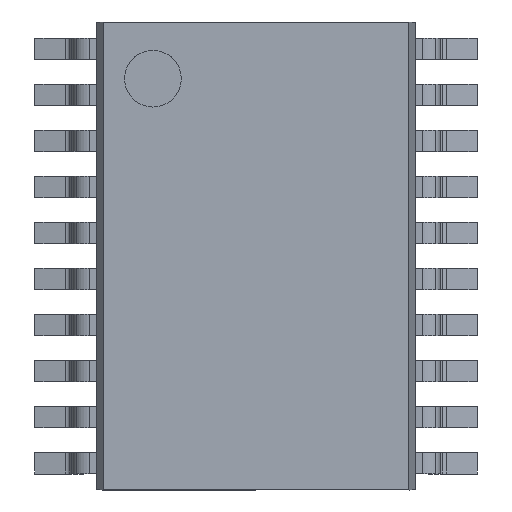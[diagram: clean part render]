
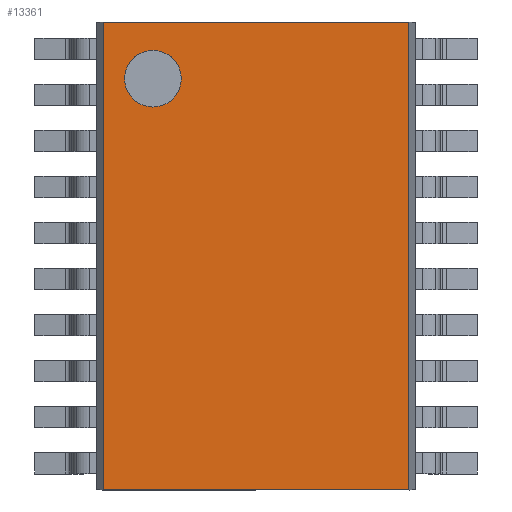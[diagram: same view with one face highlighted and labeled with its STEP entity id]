
A CAD part, top view. The second image highlights one B-rep face of the part: STEP entity #13361.
In plain terms, the highlighted planar face has unit normal (0, 0, 1).
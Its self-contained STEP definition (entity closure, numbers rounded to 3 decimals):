
#13021=CARTESIAN_POINT('',(-1.054,2.5,1.195));
#13022=VERTEX_POINT('',#13021);
#13038=CARTESIAN_POINT('',(-1.854,2.5,1.195));
#13039=VERTEX_POINT('',#13038);
#13046=CARTESIAN_POINT('',(-1.454,2.5,1.195));
#13047=DIRECTION('',(0.0,0.0,-1.0));
#13048=DIRECTION('',(1.0,0.0,0.0));
#13049=AXIS2_PLACEMENT_3D('',#13046,#13047,#13048);
#13050=CIRCLE('',#13049,0.4);
#13051=EDGE_CURVE('',#13022,#13039,#13050,.T.);
#13062=CARTESIAN_POINT('',(-1.454,2.5,1.195));
#13063=DIRECTION('',(0.0,0.0,-1.0));
#13064=DIRECTION('',(1.0,0.0,0.0));
#13065=AXIS2_PLACEMENT_3D('',#13062,#13063,#13064);
#13066=CIRCLE('',#13065,0.4);
#13067=EDGE_CURVE('',#13039,#13022,#13066,.T.);
#13153=CARTESIAN_POINT('',(2.154,-3.3,1.195));
#13154=VERTEX_POINT('',#13153);
#13161=CARTESIAN_POINT('',(-2.154,-3.3,1.195));
#13162=VERTEX_POINT('',#13161);
#13163=CARTESIAN_POINT('',(2.154,-3.3,1.195));
#13164=DIRECTION('',(-1.0,0.0,0.0));
#13165=VECTOR('',#13164,4.308);
#13166=LINE('',#13163,#13165);
#13167=EDGE_CURVE('',#13154,#13162,#13166,.T.);
#13253=CARTESIAN_POINT('',(-2.154,3.3,1.195));
#13254=VERTEX_POINT('',#13253);
#13261=CARTESIAN_POINT('',(2.154,3.3,1.195));
#13262=VERTEX_POINT('',#13261);
#13263=CARTESIAN_POINT('',(2.154,3.3,1.195));
#13264=DIRECTION('',(-1.0,0.0,0.0));
#13265=VECTOR('',#13264,4.308);
#13266=LINE('',#13263,#13265);
#13267=EDGE_CURVE('',#13262,#13254,#13266,.T.);
#13284=CARTESIAN_POINT('',(2.154,-3.3,1.195));
#13285=DIRECTION('',(0.0,1.0,0.0));
#13286=VECTOR('',#13285,6.6);
#13287=LINE('',#13284,#13286);
#13288=EDGE_CURVE('',#13154,#13262,#13287,.T.);
#13313=CARTESIAN_POINT('',(-2.154,3.3,1.195));
#13314=DIRECTION('',(0.0,-1.0,0.0));
#13315=VECTOR('',#13314,6.6);
#13316=LINE('',#13313,#13315);
#13317=EDGE_CURVE('',#13162,#13254,#13316,.F.);
#13346=CARTESIAN_POINT('',(2.171,-5.35,1.195));
#13347=DIRECTION('',(0.0,0.0,1.0));
#13348=DIRECTION('',(0.0,-1.0,0.0));
#13349=AXIS2_PLACEMENT_3D('',#13346,#13347,#13348);
#13350=PLANE('',#13349);
#13351=ORIENTED_EDGE('',*,*,#13267,.T.);
#13352=ORIENTED_EDGE('',*,*,#13317,.F.);
#13353=ORIENTED_EDGE('',*,*,#13167,.F.);
#13354=ORIENTED_EDGE('',*,*,#13288,.T.);
#13355=EDGE_LOOP('',(#13351,#13352,#13353,#13354));
#13356=FACE_OUTER_BOUND('',#13355,.T.);
#13357=ORIENTED_EDGE('',*,*,#13051,.T.);
#13358=ORIENTED_EDGE('',*,*,#13067,.T.);
#13359=EDGE_LOOP('',(#13357,#13358));
#13360=FACE_BOUND('',#13359,.T.);
#13361=ADVANCED_FACE('',(#13356,#13360),#13350,.T.);
